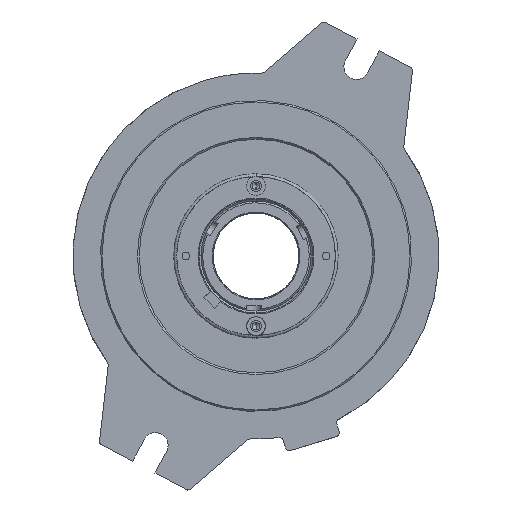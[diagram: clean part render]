
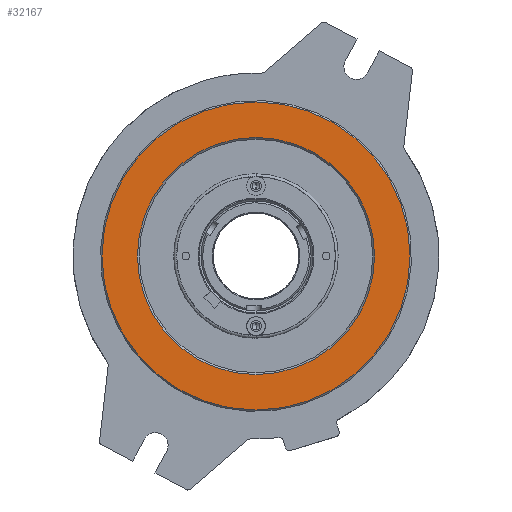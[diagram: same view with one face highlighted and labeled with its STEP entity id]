
A CAD part, front view. The second image highlights one B-rep face of the part: STEP entity #32167.
In plain terms, the highlighted planar face has unit normal (0, -1, 0).
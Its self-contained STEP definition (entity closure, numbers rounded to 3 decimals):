
#60 = CIRCLE ( 'NONE', #11834, 63.5 ) ;
#774 = CARTESIAN_POINT ( 'NONE',  ( 0., 0., 0. ) ) ;
#1147 = AXIS2_PLACEMENT_3D ( 'NONE', #2901, #21997, #5646 ) ;
#1461 = EDGE_LOOP ( 'NONE', ( #3989, #14970 ) ) ;
#1502 = EDGE_CURVE ( 'NONE', #14729, #34579, #31278, .T. ) ;
#2281 = CARTESIAN_POINT ( 'NONE',  ( 0., 0., -63.5 ) ) ;
#2331 = DIRECTION ( 'NONE',  ( 0., 0., -1. ) ) ;
#2469 = CARTESIAN_POINT ( 'NONE',  ( 0., 0., 82.5 ) ) ;
#2901 = CARTESIAN_POINT ( 'NONE',  ( -62.5, 0., 0. ) ) ;
#3495 = DIRECTION ( 'NONE',  ( 0., 0., -1. ) ) ;
#3989 = ORIENTED_EDGE ( 'NONE', *, *, #27325, .T. ) ;
#5646 = DIRECTION ( 'NONE',  ( 0., 0., -1. ) ) ;
#6092 = VERTEX_POINT ( 'NONE', #2281 ) ;
#6910 = CARTESIAN_POINT ( 'NONE',  ( 0., 0., 0. ) ) ;
#6950 = EDGE_CURVE ( 'NONE', #34579, #14729, #20686, .T. ) ;
#9628 = DIRECTION ( 'NONE',  ( 0., 0., -1. ) ) ;
#11834 = AXIS2_PLACEMENT_3D ( 'NONE', #35085, #18724, #2331 ) ;
#12119 = DIRECTION ( 'NONE',  ( 0., -1., 0. ) ) ;
#14729 = VERTEX_POINT ( 'NONE', #2469 ) ;
#14970 = ORIENTED_EDGE ( 'NONE', *, *, #15279, .T. ) ;
#15191 = VERTEX_POINT ( 'NONE', #16534 ) ;
#15279 = EDGE_CURVE ( 'NONE', #15191, #6092, #31286, .T. ) ;
#16534 = CARTESIAN_POINT ( 'NONE',  ( 0., 0., 63.5 ) ) ;
#18724 = DIRECTION ( 'NONE',  ( 0., 1., 0. ) ) ;
#19880 = DIRECTION ( 'NONE',  ( 0., 1., 0. ) ) ;
#20686 = CIRCLE ( 'NONE', #34283, 82.5 ) ;
#21797 = FACE_BOUND ( 'NONE', #1461, .T. ) ;
#21997 = DIRECTION ( 'NONE',  ( 0., -1., 0. ) ) ;
#22625 = AXIS2_PLACEMENT_3D ( 'NONE', #774, #19880, #3495 ) ;
#22636 = FACE_OUTER_BOUND ( 'NONE', #32275, .T. ) ;
#25113 = ORIENTED_EDGE ( 'NONE', *, *, #6950, .T. ) ;
#25627 = ORIENTED_EDGE ( 'NONE', *, *, #1502, .T. ) ;
#25996 = DIRECTION ( 'NONE',  ( 0., -1., 0. ) ) ;
#27325 = EDGE_CURVE ( 'NONE', #6092, #15191, #60, .T. ) ;
#27373 = PLANE ( 'NONE',  #1147 ) ;
#28486 = CARTESIAN_POINT ( 'NONE',  ( 0., 0., 0. ) ) ;
#30820 = AXIS2_PLACEMENT_3D ( 'NONE', #6910, #25996, #9628 ) ;
#31247 = DIRECTION ( 'NONE',  ( 0., 0., -1. ) ) ;
#31278 = CIRCLE ( 'NONE', #30820, 82.5 ) ;
#31286 = CIRCLE ( 'NONE', #22625, 63.5 ) ;
#32167 = ADVANCED_FACE ( 'NONE', ( #22636, #21797 ), #27373, .T. ) ;
#32275 = EDGE_LOOP ( 'NONE', ( #25627, #25113 ) ) ;
#32907 = CARTESIAN_POINT ( 'NONE',  ( 0., 0., -82.5 ) ) ;
#34283 = AXIS2_PLACEMENT_3D ( 'NONE', #28486, #12119, #31247 ) ;
#34579 = VERTEX_POINT ( 'NONE', #32907 ) ;
#35085 = CARTESIAN_POINT ( 'NONE',  ( 0., 0., 0. ) ) ;
